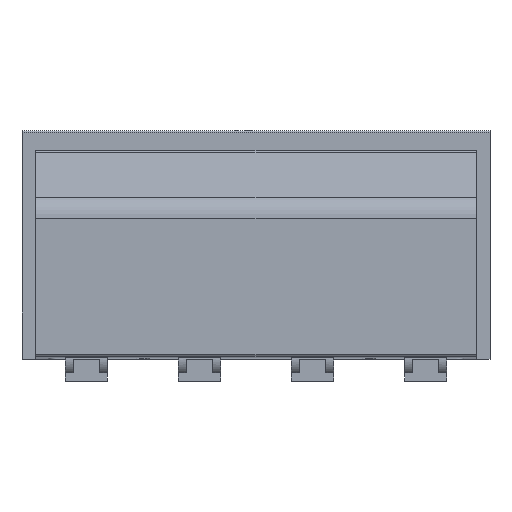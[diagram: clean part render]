
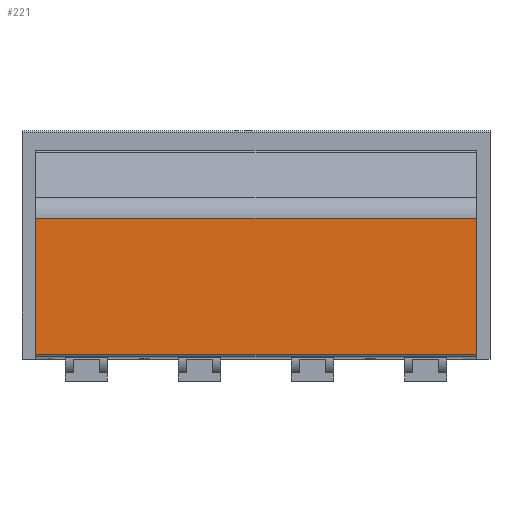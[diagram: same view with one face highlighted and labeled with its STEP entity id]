
A CAD part, front view. The second image highlights one B-rep face of the part: STEP entity #221.
In plain terms, the highlighted planar face has unit normal (0, -1, 0).
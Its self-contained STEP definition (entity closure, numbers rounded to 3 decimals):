
#221=ADVANCED_FACE('',(#384),#385,.F.);
#384=FACE_OUTER_BOUND('',#643,.T.);
#385=PLANE('',#644);
#643=EDGE_LOOP('',(#1147,#1148,#1149,#1150));
#644=AXIS2_PLACEMENT_3D('',#1151,#1152,#1153);
#1147=ORIENTED_EDGE('',*,*,#2009,.T.);
#1148=ORIENTED_EDGE('',*,*,#2010,.T.);
#1149=ORIENTED_EDGE('',*,*,#1994,.F.);
#1150=ORIENTED_EDGE('',*,*,#1890,.F.);
#1151=CARTESIAN_POINT('',(105.5,-39.6,63.617));
#1152=DIRECTION('',(-0.0,1.0,0.0));
#1153=DIRECTION('',(1.0,0.0,0.0));
#1890=EDGE_CURVE('',#2267,#2256,#2269,.T.);
#1994=EDGE_CURVE('',#2256,#2454,#2455,.T.);
#2009=EDGE_CURVE('',#2267,#2481,#2482,.T.);
#2010=EDGE_CURVE('',#2481,#2454,#2483,.T.);
#2256=VERTEX_POINT('',#2843);
#2267=VERTEX_POINT('',#2857);
#2269=LINE('',#2859,#2860);
#2454=VERTEX_POINT('',#3130);
#2455=LINE('',#3131,#3132);
#2481=VERTEX_POINT('',#3169);
#2482=LINE('',#3170,#3171);
#2483=LINE('',#3172,#3173);
#2843=CARTESIAN_POINT('',(99.35,-39.6,2.314));
#2857=CARTESIAN_POINT('',(99.35,-39.6,63.617));
#2859=CARTESIAN_POINT('',(99.35,-39.6,63.617));
#2860=VECTOR('',#3580,1.0);
#3130=CARTESIAN_POINT('',(-99.35,-39.6,2.314));
#3131=CARTESIAN_POINT('',(105.5,-39.6,2.314));
#3132=VECTOR('',#3720,1.0);
#3169=CARTESIAN_POINT('',(-99.35,-39.6,63.617));
#3170=CARTESIAN_POINT('',(105.5,-39.6,63.617));
#3171=VECTOR('',#3741,1.0);
#3172=CARTESIAN_POINT('',(-99.35,-39.6,63.617));
#3173=VECTOR('',#3742,1.0);
#3580=DIRECTION('',(0.0,0.0,-1.0));
#3720=DIRECTION('',(-1.0,0.0,0.0));
#3741=DIRECTION('',(-1.0,0.0,0.0));
#3742=DIRECTION('',(0.0,0.0,-1.0));
